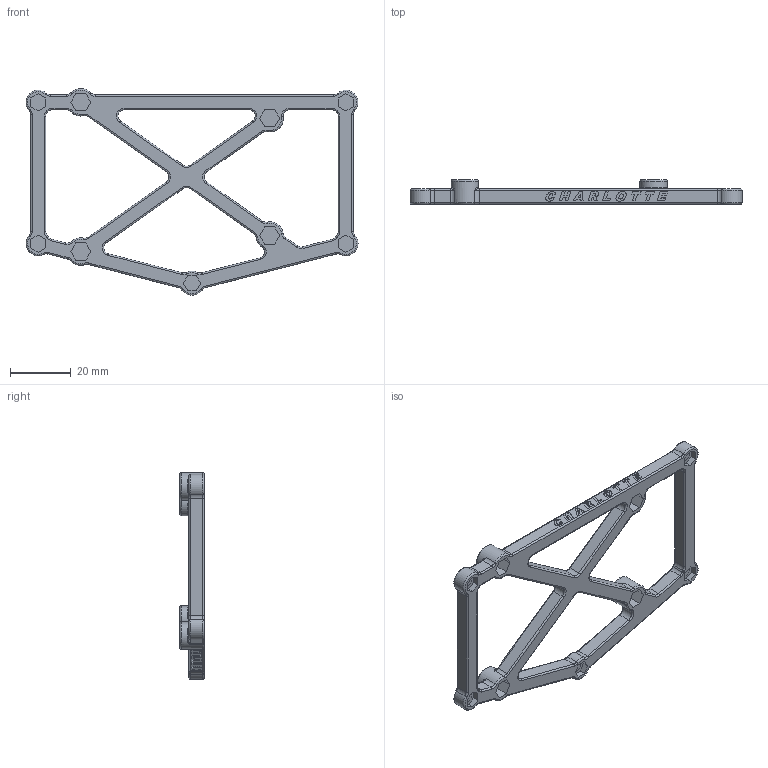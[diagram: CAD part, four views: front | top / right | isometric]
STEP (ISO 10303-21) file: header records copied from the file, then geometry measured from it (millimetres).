
FILE_DESCRIPTION(/* description */ (''),/* implementation_level */ '2;1');
FILE_NAME(/* name */ 'v2topframe.stp',/* time_stamp */ '2024-01-14T12:26:14-06:00',/* author */ ('Eric'),/* organization */ (''),/* preprocessor_version */ 'ST-DEVELOPER v20',/* originating_system */ 'Autodesk Inventor 2024',/* authorisation */ '');
FILE_SCHEMA (('AUTOMOTIVE_DESIGN { 1 0 10303 214 3 1 1 }'));
Length unit declared in the file: millimetre
Products named in the file (1): v2topframe
Bounding box: 109 x 8 x 67.9 mm (x, y, z)
Volume: 11651.8 mm3; surface area: 9937.3 mm2
Topology: 1 solids, 1 shells, 670 faces, 1678 edges, 1050 vertices
Faces by surface type: plane 360, cylinder 116, torus 115, bspline 79
Full cylindrical faces by diameter (mm): 3.4 x9, 5.25 x5, 9 x4
Entity records: 20907 total; most frequent: CARTESIAN_POINT 5132, ORIENTED_EDGE 3328, DIRECTION 3121, EDGE_CURVE 1664, LINE 1073, VECTOR 1073, VERTEX_POINT 1050, AXIS2_PLACEMENT_3D 1024
